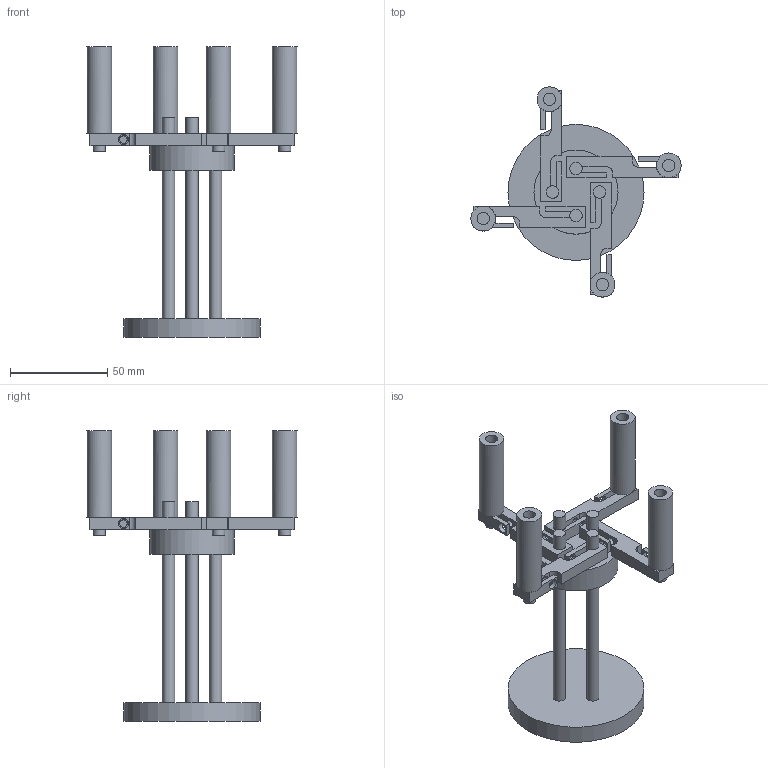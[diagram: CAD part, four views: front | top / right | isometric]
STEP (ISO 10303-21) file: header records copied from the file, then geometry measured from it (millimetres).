
FILE_DESCRIPTION(/* description */ (''),/* implementation_level */ '2;1');
FILE_NAME(/* name */ 'NewEvaporatorFeedthrough v10.step',/* time_stamp */ '2016-07-20T22:03:11-07:00',/* author */ (''),/* organization */ (''),/* preprocessor_version */ 'ST-DEVELOPER v16.5',/* originating_system */ 'Autodesk Translation Framework v5.1.0.3141',/* authorisation */ '');
FILE_SCHEMA (('AUTOMOTIVE_DESIGN { 1 0 10303 214 3 1 1 }'));
Length unit declared in the file: centimetre
Products named in the file (4): NewEvaporatorFeedthrough v10; Spacer; Feedthrough; Arm
Assembly tree (6 placements, depth 2):
  NewEvaporatorFeedthrough v10
    Spacer
    Feedthrough
    Arm  x4
Bounding box: 107.95 x 107.95 x 149.1 mm (x, y, z)
Volume: 100746.7 mm3; surface area: 41150.2 mm2
Topology: 6 solids, 6 shells, 162 faces, 370 edges, 236 vertices
Faces by surface type: plane 116, cylinder 46
Full cylindrical faces by diameter (mm): 3.81 x8, 5.08 x8, 6.35 x12, 12.7 x4, 43.18 x1, 69.85 x1
Entity records: 1396 total; most frequent: DIRECTION 253, CARTESIAN_POINT 220, ORIENTED_EDGE 184, AXIS2_PLACEMENT_3D 100, EDGE_CURVE 92, EDGE_LOOP 75, VERTEX_POINT 67, LINE 53
